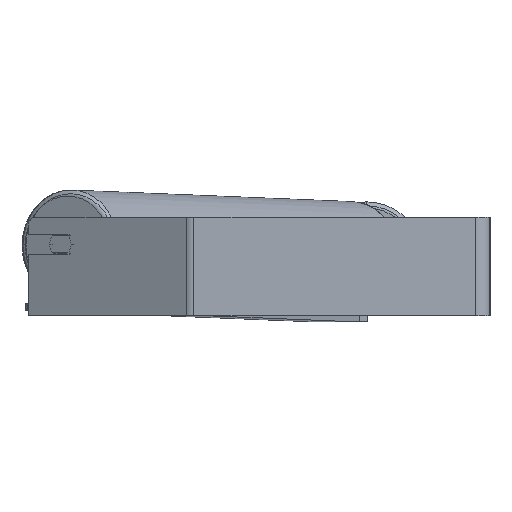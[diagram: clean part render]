
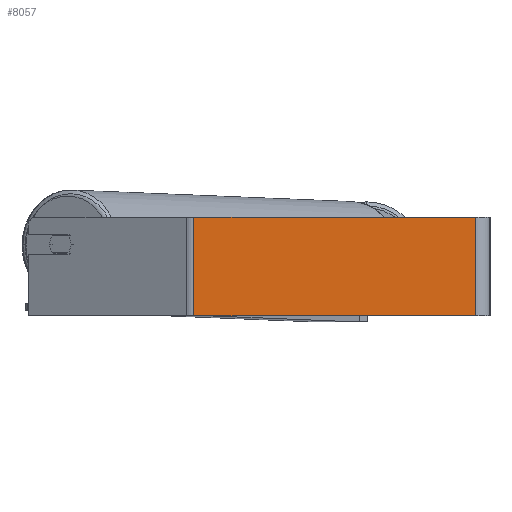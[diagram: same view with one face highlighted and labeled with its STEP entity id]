
A CAD part, left-side view. The second image highlights one B-rep face of the part: STEP entity #8057.
In plain terms, the highlighted planar face has unit normal (-1, 0, 0).
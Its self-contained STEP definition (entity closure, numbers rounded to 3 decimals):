
#386 = LINE ( 'NONE', #6175, #3819 ) ;
#417 = DIRECTION ( 'NONE',  ( 0., 0., -1. ) ) ;
#779 = VECTOR ( 'NONE', #1137, 1000. ) ;
#1067 = LINE ( 'NONE', #4592, #7280 ) ;
#1137 = DIRECTION ( 'NONE',  ( 0., -1., 0. ) ) ;
#1146 = DIRECTION ( 'NONE',  ( 0., -1., 0. ) ) ;
#1307 = CARTESIAN_POINT ( 'NONE',  ( -745., 12., 40. ) ) ;
#1588 = ORIENTED_EDGE ( 'NONE', *, *, #8329, .F. ) ;
#2047 = FACE_OUTER_BOUND ( 'NONE', #2646, .T. ) ;
#2120 = AXIS2_PLACEMENT_3D ( 'NONE', #3392, #5750, #6272 ) ;
#2501 = ORIENTED_EDGE ( 'NONE', *, *, #8364, .T. ) ;
#2646 = EDGE_LOOP ( 'NONE', ( #3154, #3318, #1588, #2501 ) ) ;
#2772 = PLANE ( 'NONE',  #2120 ) ;
#2773 = EDGE_CURVE ( 'NONE', #4529, #5720, #1067, .T. ) ;
#3154 = ORIENTED_EDGE ( 'NONE', *, *, #5212, .T. ) ;
#3318 = ORIENTED_EDGE ( 'NONE', *, *, #2773, .F. ) ;
#3392 = CARTESIAN_POINT ( 'NONE',  ( -745., 243.769, 40. ) ) ;
#3771 = CARTESIAN_POINT ( 'NONE',  ( -745., 240.553, 40. ) ) ;
#3819 = VECTOR ( 'NONE', #1146, 1000. ) ;
#3967 = VECTOR ( 'NONE', #417, 1000. ) ;
#4529 = VERTEX_POINT ( 'NONE', #1307 ) ;
#4567 = CARTESIAN_POINT ( 'NONE',  ( -745., 243.769, 40. ) ) ;
#4592 = CARTESIAN_POINT ( 'NONE',  ( -745., 12., 40. ) ) ;
#4676 = DIRECTION ( 'NONE',  ( 0., 0., -1. ) ) ;
#4758 = LINE ( 'NONE', #4567, #779 ) ;
#4909 = VERTEX_POINT ( 'NONE', #3771 ) ;
#5212 = EDGE_CURVE ( 'NONE', #6145, #5720, #386, .T. ) ;
#5720 = VERTEX_POINT ( 'NONE', #8243 ) ;
#5750 = DIRECTION ( 'NONE',  ( 1., 0., 0. ) ) ;
#5965 = CARTESIAN_POINT ( 'NONE',  ( -745., 240.553, -40. ) ) ;
#6145 = VERTEX_POINT ( 'NONE', #5965 ) ;
#6175 = CARTESIAN_POINT ( 'NONE',  ( -745., 243.769, -40. ) ) ;
#6272 = DIRECTION ( 'NONE',  ( 0., 0., -1. ) ) ;
#6781 = CARTESIAN_POINT ( 'NONE',  ( -745., 240.553, 40. ) ) ;
#7280 = VECTOR ( 'NONE', #4676, 1000. ) ;
#7596 = LINE ( 'NONE', #6781, #3967 ) ;
#8057 = ADVANCED_FACE ( 'NONE', ( #2047 ), #2772, .F. ) ;
#8243 = CARTESIAN_POINT ( 'NONE',  ( -745., 12., -40. ) ) ;
#8329 = EDGE_CURVE ( 'NONE', #4909, #4529, #4758, .T. ) ;
#8364 = EDGE_CURVE ( 'NONE', #4909, #6145, #7596, .T. ) ;
